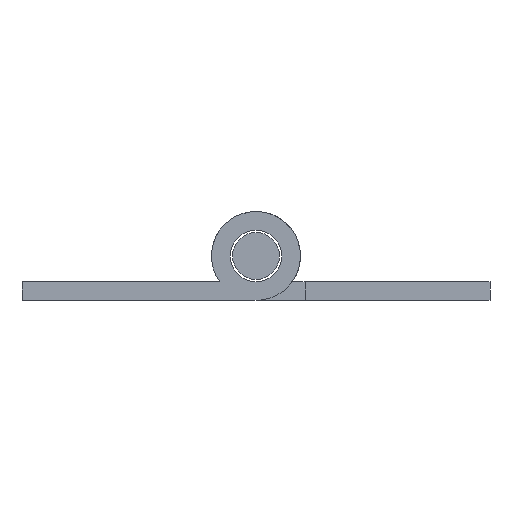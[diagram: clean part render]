
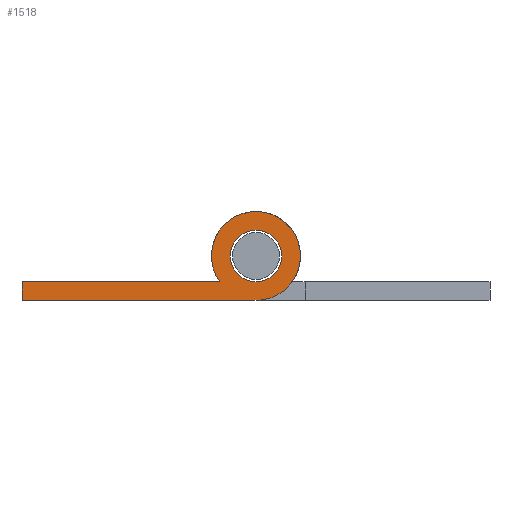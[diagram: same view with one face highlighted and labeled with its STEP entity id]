
A CAD part, front view. The second image highlights one B-rep face of the part: STEP entity #1518.
In plain terms, the highlighted planar face has unit normal (0, -1, 0).
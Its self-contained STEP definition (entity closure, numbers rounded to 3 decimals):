
#1341 = VERTEX_POINT ( 'NONE', #3888 ) ;
#1343 = EDGE_CURVE ( 'NONE', #1344, #1341, #3887, .T. ) ;
#1344 = VERTEX_POINT ( 'NONE', #3882 ) ;
#1495 = ORIENTED_EDGE ( 'NONE', *, *, #1496, .F. ) ;
#1496 = EDGE_CURVE ( 'NONE', #1578, #1576, #4213, .T. ) ;
#1497 = ORIENTED_EDGE ( 'NONE', *, *, #1498, .F. ) ;
#1498 = EDGE_CURVE ( 'NONE', #1499, #1578, #4209, .T. ) ;
#1499 = VERTEX_POINT ( 'NONE', #4204 ) ;
#1500 = ORIENTED_EDGE ( 'NONE', *, *, #1501, .F. ) ;
#1501 = EDGE_CURVE ( 'NONE', #1577, #1499, #4203, .T. ) ;
#1502 = EDGE_LOOP ( 'NONE', ( #1503, #1504 ) ) ;
#1503 = ORIENTED_EDGE ( 'NONE', *, *, #1343, .T. ) ;
#1504 = ORIENTED_EDGE ( 'NONE', *, *, #1505, .T. ) ;
#1505 = EDGE_CURVE ( 'NONE', #1341, #1344, #4199, .T. ) ;
#1518 = ADVANCED_FACE ( 'NONE', ( #4236, #4235 ), #4234, .F. ) ;
#1519 = EDGE_LOOP ( 'NONE', ( #1574, #1495, #1497, #1500 ) ) ;
#1574 = ORIENTED_EDGE ( 'NONE', *, *, #1575, .F. ) ;
#1575 = EDGE_CURVE ( 'NONE', #1576, #1577, #4337, .T. ) ;
#1576 = VERTEX_POINT ( 'NONE', #4333 ) ;
#1577 = VERTEX_POINT ( 'NONE', #4332 ) ;
#1578 = VERTEX_POINT ( 'NONE', #4331 ) ;
#3882 = CARTESIAN_POINT ( 'NONE',  ( 0., -500., -2.75 ) ) ;
#3883 = DIRECTION ( 'NONE',  ( 0., 0., 1. ) ) ;
#3884 = DIRECTION ( 'NONE',  ( 0., 1., 0. ) ) ;
#3885 = CARTESIAN_POINT ( 'NONE',  ( 0., -500., 0. ) ) ;
#3886 = AXIS2_PLACEMENT_3D ( 'NONE', #3885, #3884, #3883 ) ;
#3887 = CIRCLE ( 'NONE', #3886, 2.75 ) ;
#3888 = CARTESIAN_POINT ( 'NONE',  ( 0., -500., 2.75 ) ) ;
#4195 = DIRECTION ( 'NONE',  ( 0., 0., 1. ) ) ;
#4196 = DIRECTION ( 'NONE',  ( 0., 1., 0. ) ) ;
#4197 = CARTESIAN_POINT ( 'NONE',  ( 0., -500., 0. ) ) ;
#4198 = AXIS2_PLACEMENT_3D ( 'NONE', #4197, #4196, #4195 ) ;
#4199 = CIRCLE ( 'NONE', #4198, 2.75 ) ;
#4200 = DIRECTION ( 'NONE',  ( 1., 0., 0. ) ) ;
#4201 = VECTOR ( 'NONE', #4200, 1000. ) ;
#4202 = CARTESIAN_POINT ( 'NONE',  ( -3.873, -500., -2.75 ) ) ;
#4203 = LINE ( 'NONE', #4202, #4201 ) ;
#4204 = CARTESIAN_POINT ( 'NONE',  ( -3.873, -500., -2.75 ) ) ;
#4205 = DIRECTION ( 'NONE',  ( 0., 0., 1. ) ) ;
#4206 = DIRECTION ( 'NONE',  ( 0., 1., 0. ) ) ;
#4207 = CARTESIAN_POINT ( 'NONE',  ( 0., -500., 0. ) ) ;
#4208 = AXIS2_PLACEMENT_3D ( 'NONE', #4207, #4206, #4205 ) ;
#4209 = CIRCLE ( 'NONE', #4208, 4.75 ) ;
#4210 = DIRECTION ( 'NONE',  ( -1., 0., 0. ) ) ;
#4211 = VECTOR ( 'NONE', #4210, 1000. ) ;
#4212 = CARTESIAN_POINT ( 'NONE',  ( -25., -500., -4.75 ) ) ;
#4213 = LINE ( 'NONE', #4212, #4211 ) ;
#4230 = DIRECTION ( 'NONE',  ( 0., 0., 1. ) ) ;
#4231 = DIRECTION ( 'NONE',  ( 0., 1., 0. ) ) ;
#4232 = CARTESIAN_POINT ( 'NONE',  ( 0., -500., 0. ) ) ;
#4233 = AXIS2_PLACEMENT_3D ( 'NONE', #4232, #4231, #4230 ) ;
#4234 = PLANE ( 'NONE',  #4233 ) ;
#4235 = FACE_BOUND ( 'NONE', #1502, .T. ) ;
#4236 = FACE_OUTER_BOUND ( 'NONE', #1519, .T. ) ;
#4331 = CARTESIAN_POINT ( 'NONE',  ( 0., -500., -4.75 ) ) ;
#4332 = CARTESIAN_POINT ( 'NONE',  ( -25., -500., -2.75 ) ) ;
#4333 = CARTESIAN_POINT ( 'NONE',  ( -25., -500., -4.75 ) ) ;
#4334 = DIRECTION ( 'NONE',  ( 0., 0., 1. ) ) ;
#4335 = VECTOR ( 'NONE', #4334, 1000. ) ;
#4336 = CARTESIAN_POINT ( 'NONE',  ( -25., -500., -2.75 ) ) ;
#4337 = LINE ( 'NONE', #4336, #4335 ) ;
